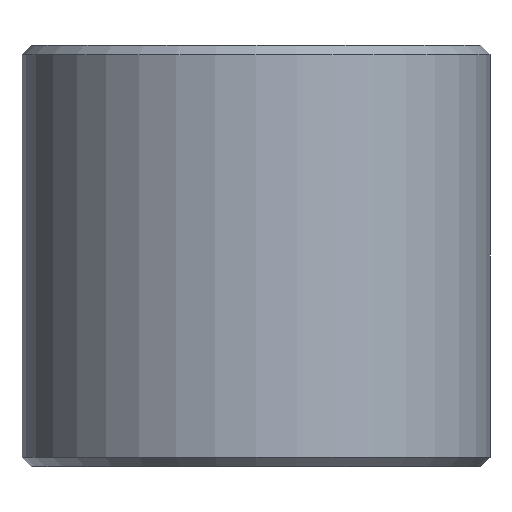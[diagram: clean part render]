
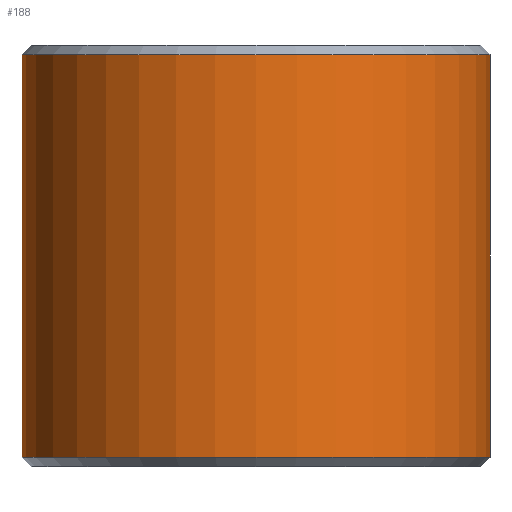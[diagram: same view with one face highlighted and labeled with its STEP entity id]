
A CAD part, front view. The second image highlights one B-rep face of the part: STEP entity #188.
In plain terms, the highlighted cylindrical face has radius 5 mm (diameter 10 mm), a partial arc.
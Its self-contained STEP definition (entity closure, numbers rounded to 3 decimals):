
#10 = AXIS2_PLACEMENT_3D ( 'NONE', #155, #130, #185 ) ;
#21 = CIRCLE ( 'NONE', #347, 5. ) ;
#25 = CARTESIAN_POINT ( 'NONE',  ( -5., 0., 9. ) ) ;
#26 = CARTESIAN_POINT ( 'NONE',  ( 5., 0., 8.8 ) ) ;
#31 = EDGE_CURVE ( 'NONE', #91, #402, #21, .T. ) ;
#38 = AXIS2_PLACEMENT_3D ( 'NONE', #398, #417, #56 ) ;
#41 = ORIENTED_EDGE ( 'NONE', *, *, #138, .F. ) ;
#56 = DIRECTION ( 'NONE',  ( 1., 0., 0. ) ) ;
#71 = CARTESIAN_POINT ( 'NONE',  ( -5., 0., 8.8 ) ) ;
#91 = VERTEX_POINT ( 'NONE', #292 ) ;
#102 = EDGE_CURVE ( 'NONE', #211, #91, #337, .T. ) ;
#120 = EDGE_CURVE ( 'NONE', #240, #211, #344, .T. ) ;
#130 = DIRECTION ( 'NONE',  ( 0., 0., -1. ) ) ;
#138 = EDGE_CURVE ( 'NONE', #240, #402, #330, .T. ) ;
#155 = CARTESIAN_POINT ( 'NONE',  ( 0., 0., 9. ) ) ;
#169 = FACE_OUTER_BOUND ( 'NONE', #269, .T. ) ;
#175 = VECTOR ( 'NONE', #225, 1000. ) ;
#185 = DIRECTION ( 'NONE',  ( -1., 0., 0. ) ) ;
#188 = ADVANCED_FACE ( 'NONE', ( #169 ), #324, .T. ) ;
#211 = VERTEX_POINT ( 'NONE', #71 ) ;
#225 = DIRECTION ( 'NONE',  ( 0., 0., -1. ) ) ;
#240 = VERTEX_POINT ( 'NONE', #26 ) ;
#254 = DIRECTION ( 'NONE',  ( 1., 0., 0. ) ) ;
#267 = CARTESIAN_POINT ( 'NONE',  ( 0., 0., 0.2 ) ) ;
#269 = EDGE_LOOP ( 'NONE', ( #41, #285, #310, #405 ) ) ;
#285 = ORIENTED_EDGE ( 'NONE', *, *, #120, .T. ) ;
#291 = CARTESIAN_POINT ( 'NONE',  ( 5., 0., 9. ) ) ;
#292 = CARTESIAN_POINT ( 'NONE',  ( -5., 0., 0.2 ) ) ;
#310 = ORIENTED_EDGE ( 'NONE', *, *, #102, .T. ) ;
#324 = CYLINDRICAL_SURFACE ( 'NONE', #10, 5. ) ;
#330 = LINE ( 'NONE', #291, #442 ) ;
#337 = LINE ( 'NONE', #25, #175 ) ;
#344 = CIRCLE ( 'NONE', #38, 5. ) ;
#347 = AXIS2_PLACEMENT_3D ( 'NONE', #267, #404, #254 ) ;
#398 = CARTESIAN_POINT ( 'NONE',  ( 0., 0., 8.8 ) ) ;
#399 = CARTESIAN_POINT ( 'NONE',  ( 5., 0., 0.2 ) ) ;
#401 = DIRECTION ( 'NONE',  ( 0., 0., -1. ) ) ;
#402 = VERTEX_POINT ( 'NONE', #399 ) ;
#404 = DIRECTION ( 'NONE',  ( 0., 0., 1. ) ) ;
#405 = ORIENTED_EDGE ( 'NONE', *, *, #31, .T. ) ;
#417 = DIRECTION ( 'NONE',  ( 0., 0., -1. ) ) ;
#442 = VECTOR ( 'NONE', #401, 1000. ) ;
